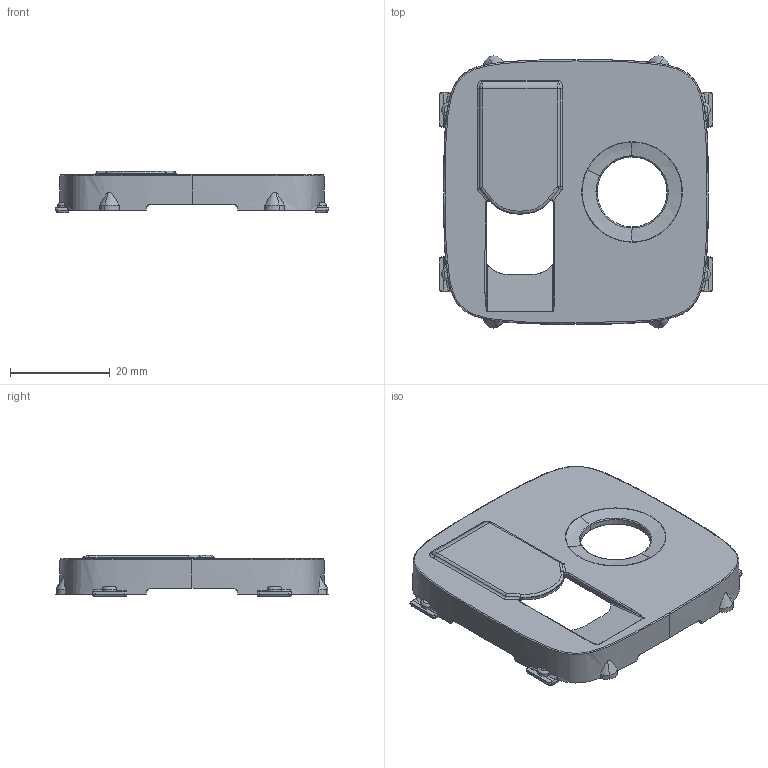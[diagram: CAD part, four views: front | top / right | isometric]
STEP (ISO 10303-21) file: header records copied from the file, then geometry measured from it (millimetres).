
FILE_DESCRIPTION(('CATIA V5 STEP Exchange','CAx-IF Rec.Pracs.--- Model Styling and Organization---1.4--- 2014-01-23'),'2;1');
FILE_NAME('754835_AllCATPart.stp','2020-02-18T14:39:54+00:00',('none'),('none'),'CATIA Version 5-6 Release 2017 SP3','CATIA V5 STEP AP214','none');
FILE_SCHEMA(('AUTOMOTIVE_DESIGN { 1 0 10303 214 1 1 1 1 }'));
Products named in the file (1): 754835_AllCATPart
Bounding box: 54.8 x 54.6 x 8.3 mm (x, y, z)
Volume: 4219.6 mm3; surface area: 7269.5 mm2
Topology: 1 solids, 1 shells, 3077 faces, 9007 edges, 5969 vertices
Faces by surface type: plane 2833, bspline 121, cylinder 74, cone 32, torus 13, sphere 3, extrusion 1
Entity records: 109048 total; most frequent: CARTESIAN_POINT 31605, ORIENTED_EDGE 18010, DIRECTION 11448, EDGE_CURVE 9005, VERTEX_POINT 5969, VECTOR 5724, LINE 5723, B_SPLINE_CURVE_WITH_KNOTS 3203
